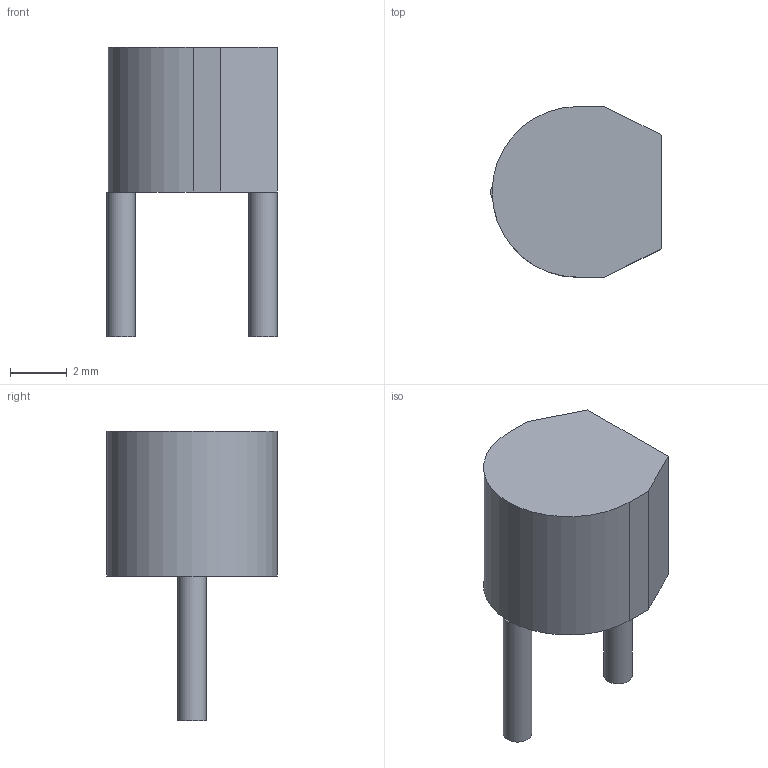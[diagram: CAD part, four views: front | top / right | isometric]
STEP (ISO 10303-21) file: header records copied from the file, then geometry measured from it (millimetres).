
FILE_DESCRIPTION(('FreeCAD Model'),'2;1');
FILE_NAME('1064387.1.3.stp','2024-11-29T08:24:32',( 'Author'),(''),'Open CASCADE STEP processor 6.9','FreeCAD','Unknown' );
FILE_SCHEMA(('AUTOMOTIVE_DESIGN { 1 0 10303 214 1 1 1 1 }'));
Length unit declared in the file: millimetre
Products named in the file (3): ASSEMBLY; Body; Leads
Assembly tree (2 placements, depth 2):
  ASSEMBLY
    Body
    Leads
Bounding box: 6 x 6 x 10.2 mm (x, y, z)
Volume: 160.2 mm3; surface area: 195.8 mm2
Topology: 3 solids, 3 shells, 15 faces, 27 edges, 18 vertices
Faces by surface type: plane 12, cylinder 3
Full cylindrical faces by diameter (mm): 1 x2
Entity records: 791 total; most frequent: DIRECTION 123, CARTESIAN_POINT 117, LINE 69, VECTOR 69, ORIENTED_EDGE 54, PCURVE 54, DEFINITIONAL_REPRESENTATION 54, EDGE_CURVE 27
